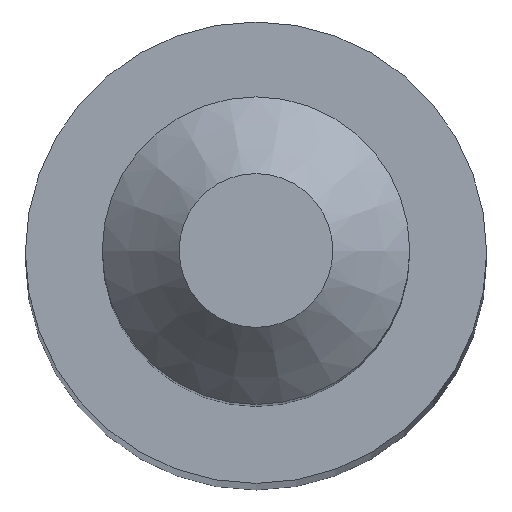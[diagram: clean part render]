
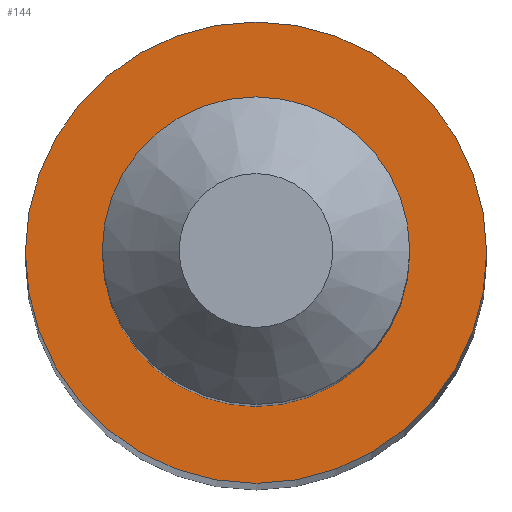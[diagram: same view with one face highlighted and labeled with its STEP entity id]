
A CAD part, top view. The second image highlights one B-rep face of the part: STEP entity #144.
In plain terms, the highlighted planar face has unit normal (0, 0, 1).
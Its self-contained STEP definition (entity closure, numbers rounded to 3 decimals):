
#19=FACE_BOUND('',#44,.T.);
#22=PLANE('',#178);
#32=FACE_OUTER_BOUND('',#43,.T.);
#43=EDGE_LOOP('',(#129));
#44=EDGE_LOOP('',(#130));
#65=CIRCLE('',#170,3.);
#68=CIRCLE('',#176,2.);
#75=VERTEX_POINT('',#249);
#79=VERTEX_POINT('',#262);
#89=EDGE_CURVE('',#75,#75,#65,.T.);
#96=EDGE_CURVE('',#79,#79,#68,.T.);
#129=ORIENTED_EDGE('',*,*,#89,.T.);
#130=ORIENTED_EDGE('',*,*,#96,.T.);
#144=ADVANCED_FACE('',(#32,#19),#22,.T.);
#170=AXIS2_PLACEMENT_3D('',#250,#206,#207);
#176=AXIS2_PLACEMENT_3D('',#264,#222,#223);
#178=AXIS2_PLACEMENT_3D('',#266,#226,#227);
#206=DIRECTION('center_axis',(0.,0.,1.));
#207=DIRECTION('ref_axis',(1.,0.,0.));
#222=DIRECTION('center_axis',(0.,0.,-1.));
#223=DIRECTION('ref_axis',(1.,0.,0.));
#226=DIRECTION('center_axis',(0.,0.,1.));
#227=DIRECTION('ref_axis',(1.,0.,0.));
#249=CARTESIAN_POINT('',(-3.,0.,50.));
#250=CARTESIAN_POINT('Origin',(0.,0.,50.));
#262=CARTESIAN_POINT('',(-2.,0.,50.));
#264=CARTESIAN_POINT('Origin',(0.,0.,50.));
#266=CARTESIAN_POINT('Origin',(0.,0.,50.));
